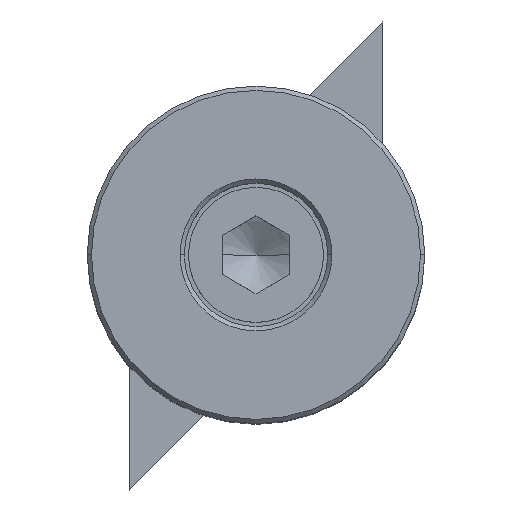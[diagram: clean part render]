
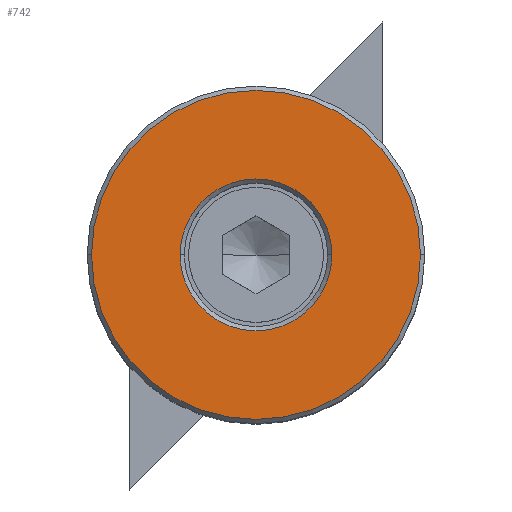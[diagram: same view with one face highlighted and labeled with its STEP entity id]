
A CAD part, top view. The second image highlights one B-rep face of the part: STEP entity #742.
In plain terms, the highlighted planar face has unit normal (0, 0, 1).
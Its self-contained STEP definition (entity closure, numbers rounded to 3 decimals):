
#470=VERTEX_POINT('',#990);
#518=EDGE_CURVE('',#470,#682,#1039,.T.);
#528=EDGE_CURVE('',#682,#470,#1050,.T.);
#606=VERTEX_POINT('',#1138);
#678=EDGE_CURVE('',#606,#694,#1218,.T.);
#682=VERTEX_POINT('',#1223);
#694=VERTEX_POINT('',#1237);
#702=EDGE_CURVE('',#694,#606,#1247,.T.);
#742=ADVANCED_FACE('',(#1297,#1298),#1299,.T.);
#990=CARTESIAN_POINT('',(-19.5,0.,50.0));
#1039=CIRCLE('',#1715,19.5);
#1050=CIRCLE('',#1729,19.5);
#1138=CARTESIAN_POINT('',(9.0,0.,50.0));
#1218=CIRCLE('',#1983,9.);
#1223=CARTESIAN_POINT('',(19.5,0.,50.0));
#1237=CARTESIAN_POINT('',(-9.,0.,50.0));
#1247=CIRCLE('',#2016,9.);
#1297=FACE_BOUND('',#2107,.T.);
#1298=FACE_OUTER_BOUND('',#2108,.T.);
#1299=PLANE('',#2109);
#1715=AXIS2_PLACEMENT_3D('',#2375,#2376,#2377);
#1729=AXIS2_PLACEMENT_3D('',#2392,#2393,#2394);
#1983=AXIS2_PLACEMENT_3D('',#2600,#2601,#2602);
#2016=AXIS2_PLACEMENT_3D('',#2650,#2651,#2652);
#2107=EDGE_LOOP('',(#2740,#2741));
#2108=EDGE_LOOP('',(#2742,#2743));
#2109=AXIS2_PLACEMENT_3D('',#2744,#2745,#2746);
#2375=CARTESIAN_POINT('',(0.,0.,50.0));
#2376=DIRECTION('',(0.0,-0.0,1.0));
#2377=DIRECTION('',(1.0,0.,0.0));
#2392=CARTESIAN_POINT('',(0.,0.,50.0));
#2393=DIRECTION('',(0.0,-0.0,1.0));
#2394=DIRECTION('',(1.0,0.,0.0));
#2600=CARTESIAN_POINT('',(0.,0.,50.0));
#2601=DIRECTION('',(0.0,0.0,-1.0));
#2602=DIRECTION('',(1.0,0.,0.0));
#2650=CARTESIAN_POINT('',(0.,0.,50.0));
#2651=DIRECTION('',(0.0,0.0,-1.0));
#2652=DIRECTION('',(1.0,0.,0.0));
#2740=ORIENTED_EDGE('',*,*,#678,.T.);
#2741=ORIENTED_EDGE('',*,*,#702,.T.);
#2742=ORIENTED_EDGE('',*,*,#528,.T.);
#2743=ORIENTED_EDGE('',*,*,#518,.T.);
#2744=CARTESIAN_POINT('',(9.75,0.,50.0));
#2745=DIRECTION('',(0.0,0.0,1.0));
#2746=DIRECTION('',(1.0,0.,0.0));
